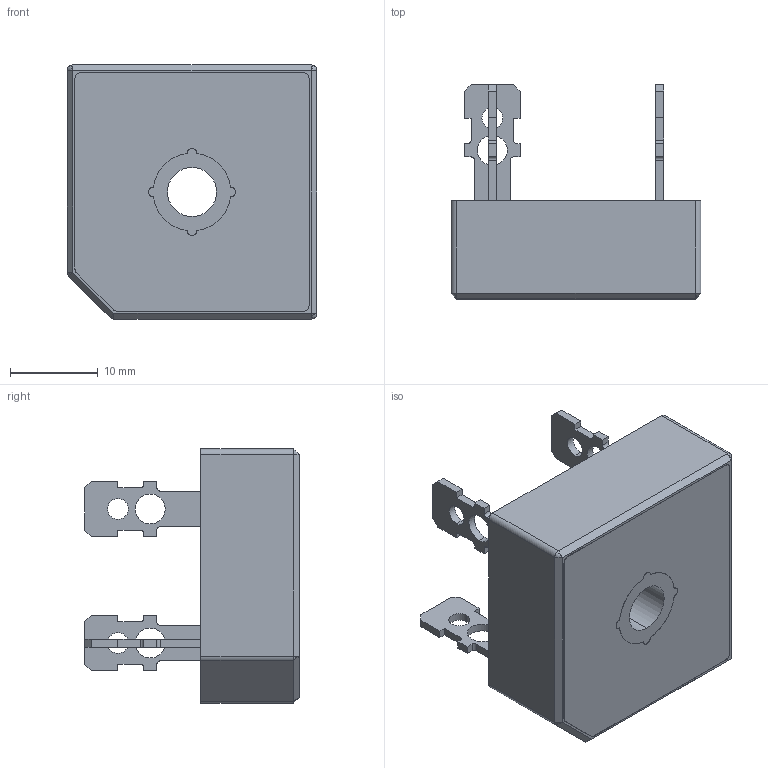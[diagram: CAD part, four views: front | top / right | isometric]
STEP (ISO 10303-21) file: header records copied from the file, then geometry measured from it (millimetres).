
FILE_DESCRIPTION (( 'STEP AP214' ), '1' );
FILE_NAME ('User Library-Fairchild Bridge Rectifier GBPC2504.STEP', '2015-07-14T15:41:07', ( 'Windows User' ), ( '' ), 'SwSTEP 2.0', 'SolidWorks 2015', '' );
FILE_SCHEMA (( 'AUTOMOTIVE_DESIGN' ));
Length unit declared in the file: inch
Products named in the file (3): User Library-Fairchild Bridge Rectifier GBPC2504_EP-BRect-GBPC2504-Terminal; User Library-Fairchild Bridge Rectifier GBPC2504_EP-BRect-GBPC2504-Base; User Library-Fairchild Bridge Rectifier GBPC2504
Assembly tree (5 placements, depth 2):
  User Library-Fairchild Bridge Rectifier GBPC2504
    User Library-Fairchild Bridge Rectifier GBPC2504_EP-BRect-GBPC2504-Base
    User Library-Fairchild Bridge Rectifier GBPC2504_EP-BRect-GBPC2504-Terminal  x4
Bounding box: 28.5 x 24.53 x 29 mm (x, y, z)
Volume: 8709.9 mm3; surface area: 3703.7 mm2
Topology: 5 solids, 5 shells, 166 faces, 446 edges, 289 vertices
Faces by surface type: plane 101, cylinder 58, cone 5, torus 2
Entity records: 2979 total; most frequent: DIRECTION 446, CARTESIAN_POINT 445, ORIENTED_EDGE 414, EDGE_CURVE 207, AXIS2_PLACEMENT_3D 154, LINE 138, VECTOR 138, VERTEX_POINT 133
